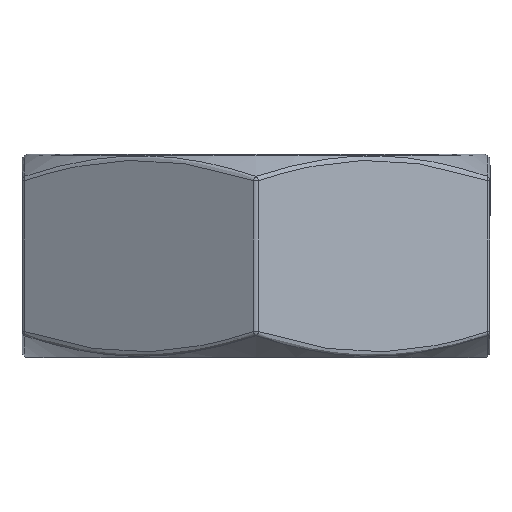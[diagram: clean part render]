
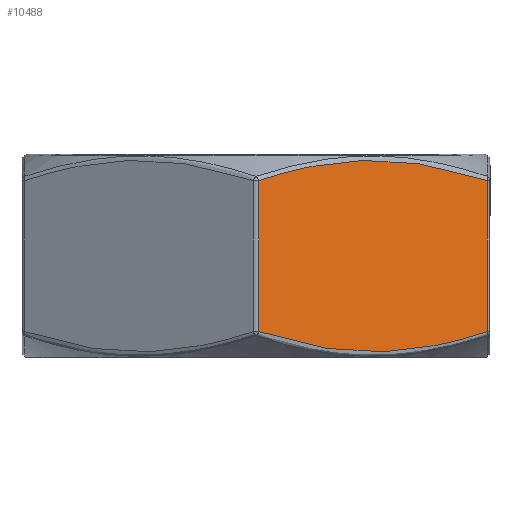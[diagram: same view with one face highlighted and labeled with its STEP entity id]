
A CAD part, front view. The second image highlights one B-rep face of the part: STEP entity #10488.
In plain terms, the highlighted planar face has unit normal (0.5, -0.866, 0).
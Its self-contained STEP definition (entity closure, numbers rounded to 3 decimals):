
#51 = EDGE_CURVE ( 'NONE', #1712, #8431, #5562, .T. ) ;
#539 = CARTESIAN_POINT ( 'NONE',  ( 21.044, -40.967, 38.844 ) ) ;
#603 = CARTESIAN_POINT ( 'NONE',  ( 26.788, -37.65, 38.731 ) ) ;
#910 = CARTESIAN_POINT ( 'NONE',  ( 7.888, -48.562, 2.936 ) ) ;
#1681 = CARTESIAN_POINT ( 'NONE',  ( 45.5, -26.847, 34.826 ) ) ;
#1712 = VERTEX_POINT ( 'NONE', #7215 ) ;
#1745 = PLANE ( 'NONE',  #3275 ) ;
#1779 = CARTESIAN_POINT ( 'NONE',  ( 21.126, -40.919, 1.177 ) ) ;
#2223 = CARTESIAN_POINT ( 'NONE',  ( 45.5, -26.847, 0. ) ) ;
#2434 = B_SPLINE_CURVE_WITH_KNOTS ( 'NONE', 3,
 ( #13816, #2903, #910, #4110, #2972, #6036, #9565, #1779, #3818, #6099, #11502, #6240, #10640, #5258, #9423, #10426 ),
 .UNSPECIFIED., .F., .F.,
 ( 4, 2, 2, 2, 2, 2, 2, 4 ),
 ( 0., 0.013, 0.02, 0.023, 0.026, 0.033, 0.04, 0.053 ),
 .UNSPECIFIED. ) ;
#2642 = LINE ( 'NONE', #12152, #10896 ) ;
#2681 = CARTESIAN_POINT ( 'NONE',  ( 41.822, -28.971, 36.052 ) ) ;
#2878 = CARTESIAN_POINT ( 'NONE',  ( 0.5, -52.828, 34.826 ) ) ;
#2903 = CARTESIAN_POINT ( 'NONE',  ( 4.178, -50.704, 3.948 ) ) ;
#2968 = ORIENTED_EDGE ( 'NONE', *, *, #8179, .T. ) ;
#2972 = CARTESIAN_POINT ( 'NONE',  ( 15.407, -44.221, 1.614 ) ) ;
#3275 = AXIS2_PLACEMENT_3D ( 'NONE', #9460, #9184, #6134 ) ;
#3410 = LINE ( 'NONE', #2223, #8457 ) ;
#3793 = CARTESIAN_POINT ( 'NONE',  ( 4.174, -50.706, 36.051 ) ) ;
#3818 = CARTESIAN_POINT ( 'NONE',  ( 22.087, -40.364, 1.154 ) ) ;
#3898 = EDGE_CURVE ( 'NONE', #8431, #7741, #2642, .T. ) ;
#3939 = CARTESIAN_POINT ( 'NONE',  ( 38.112, -31.112, 37.064 ) ) ;
#4110 = CARTESIAN_POINT ( 'NONE',  ( 13.519, -45.311, 1.886 ) ) ;
#4944 = CARTESIAN_POINT ( 'NONE',  ( 13.483, -45.332, 38.109 ) ) ;
#5014 = CARTESIAN_POINT ( 'NONE',  ( 24.874, -38.755, 38.823 ) ) ;
#5027 = ORIENTED_EDGE ( 'NONE', *, *, #3898, .T. ) ;
#5132 = VERTEX_POINT ( 'NONE', #8130 ) ;
#5258 = CARTESIAN_POINT ( 'NONE',  ( 38.126, -31.104, 2.94 ) ) ;
#5562 = B_SPLINE_CURVE_WITH_KNOTS ( 'NONE', 3,
 ( #1681, #2681, #3939, #12774, #6960, #5872, #603, #5014, #11348, #539, #12701, #9194, #4944, #13588, #3793, #2878 ),
 .UNSPECIFIED., .F., .F.,
 ( 4, 2, 2, 2, 2, 2, 2, 4 ),
 ( 0., 0.013, 0.02, 0.023, 0.026, 0.033, 0.04, 0.053 ),
 .UNSPECIFIED. ) ;
#5872 = CARTESIAN_POINT ( 'NONE',  ( 27.742, -37.1, 38.661 ) ) ;
#6036 = CARTESIAN_POINT ( 'NONE',  ( 18.258, -42.575, 1.339 ) ) ;
#6099 = CARTESIAN_POINT ( 'NONE',  ( 24.956, -38.708, 1.156 ) ) ;
#6134 = DIRECTION ( 'NONE',  ( 0.866, 0.5, 0. ) ) ;
#6240 = CARTESIAN_POINT ( 'NONE',  ( 30.638, -35.428, 1.62 ) ) ;
#6960 = CARTESIAN_POINT ( 'NONE',  ( 30.593, -35.453, 38.386 ) ) ;
#7215 = CARTESIAN_POINT ( 'NONE',  ( 45.5, -26.847, 34.826 ) ) ;
#7741 = VERTEX_POINT ( 'NONE', #12065 ) ;
#8130 = CARTESIAN_POINT ( 'NONE',  ( 45.5, -26.847, 5.174 ) ) ;
#8179 = EDGE_CURVE ( 'NONE', #7741, #5132, #2434, .T. ) ;
#8431 = VERTEX_POINT ( 'NONE', #13381 ) ;
#8457 = VECTOR ( 'NONE', #10885, 1000. ) ;
#8486 = ORIENTED_EDGE ( 'NONE', *, *, #13818, .T. ) ;
#9148 = DIRECTION ( 'NONE',  ( 0., 0., -1. ) ) ;
#9184 = DIRECTION ( 'NONE',  ( 0.5, -0.866, 0. ) ) ;
#9194 = CARTESIAN_POINT ( 'NONE',  ( 15.362, -44.247, 38.38 ) ) ;
#9423 = CARTESIAN_POINT ( 'NONE',  ( 41.826, -28.968, 3.949 ) ) ;
#9427 = ORIENTED_EDGE ( 'NONE', *, *, #51, .T. ) ;
#9460 = CARTESIAN_POINT ( 'NONE',  ( 0., -53.116, 0. ) ) ;
#9565 = CARTESIAN_POINT ( 'NONE',  ( 19.212, -42.024, 1.269 ) ) ;
#10426 = CARTESIAN_POINT ( 'NONE',  ( 45.5, -26.847, 5.174 ) ) ;
#10488 = ADVANCED_FACE ( 'NONE', ( #11398 ), #1745, .T. ) ;
#10640 = CARTESIAN_POINT ( 'NONE',  ( 32.517, -34.343, 1.891 ) ) ;
#10885 = DIRECTION ( 'NONE',  ( 0., 0., 1. ) ) ;
#10896 = VECTOR ( 'NONE', #9148, 1000. ) ;
#11348 = CARTESIAN_POINT ( 'NONE',  ( 23.913, -39.31, 38.846 ) ) ;
#11398 = FACE_OUTER_BOUND ( 'NONE', #14030, .T. ) ;
#11502 = CARTESIAN_POINT ( 'NONE',  ( 26.857, -37.61, 1.252 ) ) ;
#12065 = CARTESIAN_POINT ( 'NONE',  ( 0.5, -52.828, 5.174 ) ) ;
#12152 = CARTESIAN_POINT ( 'NONE',  ( 0.5, -52.828, 0. ) ) ;
#12701 = CARTESIAN_POINT ( 'NONE',  ( 19.143, -42.064, 38.748 ) ) ;
#12774 = CARTESIAN_POINT ( 'NONE',  ( 32.481, -34.363, 38.114 ) ) ;
#13381 = CARTESIAN_POINT ( 'NONE',  ( 0.5, -52.828, 34.826 ) ) ;
#13588 = CARTESIAN_POINT ( 'NONE',  ( 7.874, -48.57, 37.06 ) ) ;
#13816 = CARTESIAN_POINT ( 'NONE',  ( 0.5, -52.828, 5.174 ) ) ;
#13818 = EDGE_CURVE ( 'NONE', #5132, #1712, #3410, .T. ) ;
#14030 = EDGE_LOOP ( 'NONE', ( #5027, #2968, #8486, #9427 ) ) ;
